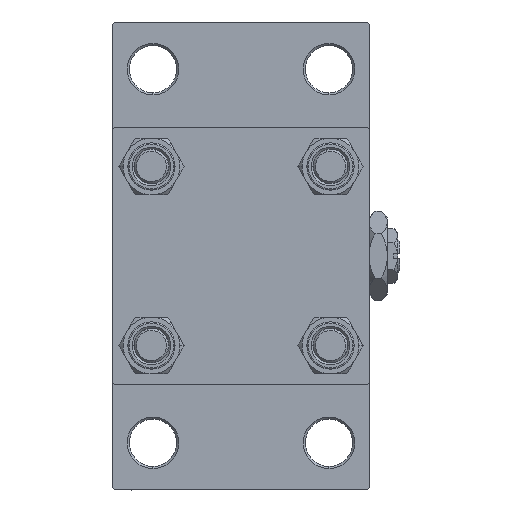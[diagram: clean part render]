
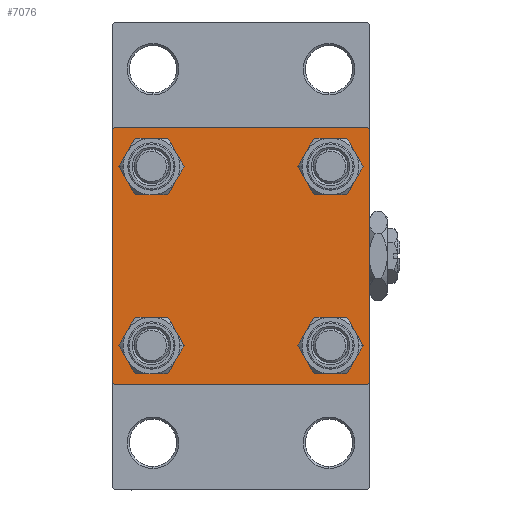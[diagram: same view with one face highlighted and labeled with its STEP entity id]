
A CAD part, left-side view. The second image highlights one B-rep face of the part: STEP entity #7076.
In plain terms, the highlighted planar face has unit normal (-1, 0, 0).
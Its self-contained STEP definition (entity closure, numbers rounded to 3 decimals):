
#102 = VECTOR ( 'NONE', #41989, 1000. ) ;
#133 = ORIENTED_EDGE ( 'NONE', *, *, #44501, .T. ) ;
#443 = AXIS2_PLACEMENT_3D ( 'NONE', #25705, #10511, #10257 ) ;
#1749 = DIRECTION ( 'NONE',  ( 1., 0., 0. ) ) ;
#1896 = DIRECTION ( 'NONE',  ( 1., 0., 0. ) ) ;
#2206 = VERTEX_POINT ( 'NONE', #39740 ) ;
#3058 = LINE ( 'NONE', #13512, #40622 ) ;
#3165 = CARTESIAN_POINT ( 'NONE',  ( 0., -20.85, -25.35 ) ) ;
#3999 = EDGE_LOOP ( 'NONE', ( #37392, #25333 ) ) ;
#4398 = CIRCLE ( 'NONE', #9979, 4.5 ) ;
#4602 = CIRCLE ( 'NONE', #34039, 4.5 ) ;
#5213 = DIRECTION ( 'NONE',  ( 1., 0., 0. ) ) ;
#5660 = EDGE_CURVE ( 'NONE', #20450, #15611, #31928, .T. ) ;
#5677 = CARTESIAN_POINT ( 'NONE',  ( 0., 0., 0. ) ) ;
#6049 = DIRECTION ( 'NONE',  ( 0., 0., -1. ) ) ;
#6072 = AXIS2_PLACEMENT_3D ( 'NONE', #10516, #10754, #25946 ) ;
#6796 = DIRECTION ( 'NONE',  ( 1., 0., 0. ) ) ;
#7076 = ADVANCED_FACE ( 'NONE', ( #32301, #17853, #9400, #10135, #48028 ), #24605, .T. ) ;
#7137 = EDGE_CURVE ( 'NONE', #25722, #14406, #37537, .T. ) ;
#7483 = ORIENTED_EDGE ( 'NONE', *, *, #7137, .T. ) ;
#8142 = DIRECTION ( 'NONE',  ( 0., -1., 0. ) ) ;
#8542 = EDGE_CURVE ( 'NONE', #14406, #20450, #28761, .T. ) ;
#8602 = LINE ( 'NONE', #34741, #102 ) ;
#8930 = EDGE_CURVE ( 'NONE', #23861, #34081, #21940, .T. ) ;
#9064 = CARTESIAN_POINT ( 'NONE',  ( 0., 20.85, 16.35 ) ) ;
#9400 = FACE_BOUND ( 'NONE', #3999, .T. ) ;
#9409 = AXIS2_PLACEMENT_3D ( 'NONE', #41348, #21441, #40358 ) ;
#9979 = AXIS2_PLACEMENT_3D ( 'NONE', #35863, #1749, #49320 ) ;
#10135 = FACE_BOUND ( 'NONE', #37575, .T. ) ;
#10257 = DIRECTION ( 'NONE',  ( 0., 0., 1. ) ) ;
#10328 = EDGE_CURVE ( 'NONE', #15611, #44954, #43301, .T. ) ;
#10369 = AXIS2_PLACEMENT_3D ( 'NONE', #17583, #1896, #24821 ) ;
#10511 = DIRECTION ( 'NONE',  ( 1., 0., 0. ) ) ;
#10516 = CARTESIAN_POINT ( 'NONE',  ( 0., -20.85, 20.85 ) ) ;
#10754 = DIRECTION ( 'NONE',  ( 1., 0., 0. ) ) ;
#10841 = VECTOR ( 'NONE', #8142, 1000. ) ;
#10891 = EDGE_CURVE ( 'NONE', #36518, #47811, #19346, .T. ) ;
#11114 = CARTESIAN_POINT ( 'NONE',  ( 0., -20.85, 25.35 ) ) ;
#11944 = CARTESIAN_POINT ( 'NONE',  ( 0., -20.85, -20.85 ) ) ;
#12352 = LINE ( 'NONE', #42017, #10841 ) ;
#13512 = CARTESIAN_POINT ( 'NONE',  ( 0., -30., 30. ) ) ;
#13623 = DIRECTION ( 'NONE',  ( 0., 0., 1. ) ) ;
#13911 = ORIENTED_EDGE ( 'NONE', *, *, #21187, .F. ) ;
#14406 = VERTEX_POINT ( 'NONE', #44452 ) ;
#14881 = VERTEX_POINT ( 'NONE', #25931 ) ;
#15333 = ORIENTED_EDGE ( 'NONE', *, *, #10891, .T. ) ;
#15611 = VERTEX_POINT ( 'NONE', #41630 ) ;
#15896 = VECTOR ( 'NONE', #34023, 1000. ) ;
#15903 = EDGE_CURVE ( 'NONE', #22055, #2206, #4398, .T. ) ;
#16500 = VERTEX_POINT ( 'NONE', #32943 ) ;
#16850 = ORIENTED_EDGE ( 'NONE', *, *, #5660, .T. ) ;
#17583 = CARTESIAN_POINT ( 'NONE',  ( 0., 20.85, -20.85 ) ) ;
#17853 = FACE_BOUND ( 'NONE', #29694, .T. ) ;
#18358 = CARTESIAN_POINT ( 'NONE',  ( 0., 29.75, 29.75 ) ) ;
#19346 = CIRCLE ( 'NONE', #27307, 4.5 ) ;
#19745 = CARTESIAN_POINT ( 'NONE',  ( 0., 29.75, -29.75 ) ) ;
#19910 = CIRCLE ( 'NONE', #10369, 4.5 ) ;
#20450 = VERTEX_POINT ( 'NONE', #42145 ) ;
#20875 = DIRECTION ( 'NONE',  ( -1., 0., 0. ) ) ;
#20960 = VECTOR ( 'NONE', #24123, 1000. ) ;
#21187 = EDGE_CURVE ( 'NONE', #25722, #14881, #12352, .T. ) ;
#21441 = DIRECTION ( 'NONE',  ( 1., 0., 0. ) ) ;
#21940 = CIRCLE ( 'NONE', #443, 4.5 ) ;
#22001 = CARTESIAN_POINT ( 'NONE',  ( 0., -30., -29.5 ) ) ;
#22055 = VERTEX_POINT ( 'NONE', #3165 ) ;
#22320 = CARTESIAN_POINT ( 'NONE',  ( 0., -29.75, -29.75 ) ) ;
#23331 = DIRECTION ( 'NONE',  ( 1., 0., 0. ) ) ;
#23748 = CIRCLE ( 'NONE', #9409, 4.5 ) ;
#23853 = ORIENTED_EDGE ( 'NONE', *, *, #48325, .T. ) ;
#23861 = VERTEX_POINT ( 'NONE', #34097 ) ;
#24123 = DIRECTION ( 'NONE',  ( 0., -1., 0. ) ) ;
#24605 = PLANE ( 'NONE',  #39770 ) ;
#24821 = DIRECTION ( 'NONE',  ( 0., 0., 1. ) ) ;
#25333 = ORIENTED_EDGE ( 'NONE', *, *, #48891, .T. ) ;
#25705 = CARTESIAN_POINT ( 'NONE',  ( 0., 20.85, -20.85 ) ) ;
#25722 = VERTEX_POINT ( 'NONE', #31634 ) ;
#25931 = CARTESIAN_POINT ( 'NONE',  ( 0., -29.5, 30. ) ) ;
#25946 = DIRECTION ( 'NONE',  ( 0., 0., 1. ) ) ;
#26860 = ORIENTED_EDGE ( 'NONE', *, *, #35375, .T. ) ;
#27307 = AXIS2_PLACEMENT_3D ( 'NONE', #28966, #6796, #44918 ) ;
#27336 = CARTESIAN_POINT ( 'NONE',  ( 0., 30., 30. ) ) ;
#27955 = DIRECTION ( 'NONE',  ( 0., -0.707, -0.707 ) ) ;
#28761 = LINE ( 'NONE', #27336, #43061 ) ;
#28966 = CARTESIAN_POINT ( 'NONE',  ( 0., -20.85, 20.85 ) ) ;
#29023 = LINE ( 'NONE', #22320, #46949 ) ;
#29483 = CARTESIAN_POINT ( 'NONE',  ( 0., -29.5, -30. ) ) ;
#29694 = EDGE_LOOP ( 'NONE', ( #41321, #31082 ) ) ;
#30851 = CARTESIAN_POINT ( 'NONE',  ( 0., -20.85, 16.35 ) ) ;
#31082 = ORIENTED_EDGE ( 'NONE', *, *, #15903, .T. ) ;
#31634 = CARTESIAN_POINT ( 'NONE',  ( 0., 29.5, 30. ) ) ;
#31928 = LINE ( 'NONE', #19745, #38897 ) ;
#32301 = FACE_BOUND ( 'NONE', #46309, .T. ) ;
#32323 = CARTESIAN_POINT ( 'NONE',  ( 0., 30., -30. ) ) ;
#32525 = EDGE_CURVE ( 'NONE', #16500, #44344, #3058, .T. ) ;
#32943 = CARTESIAN_POINT ( 'NONE',  ( 0., -30., 29.5 ) ) ;
#33270 = ORIENTED_EDGE ( 'NONE', *, *, #8542, .T. ) ;
#34023 = DIRECTION ( 'NONE',  ( 0., 0.707, -0.707 ) ) ;
#34038 = DIRECTION ( 'NONE',  ( 0., 0., 1. ) ) ;
#34039 = AXIS2_PLACEMENT_3D ( 'NONE', #34761, #23331, #34038 ) ;
#34081 = VERTEX_POINT ( 'NONE', #41974 ) ;
#34097 = CARTESIAN_POINT ( 'NONE',  ( 0., 20.85, -16.35 ) ) ;
#34741 = CARTESIAN_POINT ( 'NONE',  ( 0., -29.75, 29.75 ) ) ;
#34761 = CARTESIAN_POINT ( 'NONE',  ( 0., 20.85, 20.85 ) ) ;
#35375 = EDGE_CURVE ( 'NONE', #16500, #14881, #8602, .T. ) ;
#35509 = EDGE_CURVE ( 'NONE', #47811, #36518, #40288, .T. ) ;
#35705 = AXIS2_PLACEMENT_3D ( 'NONE', #11944, #5213, #42582 ) ;
#35863 = CARTESIAN_POINT ( 'NONE',  ( 0., -20.85, -20.85 ) ) ;
#35908 = ORIENTED_EDGE ( 'NONE', *, *, #43237, .T. ) ;
#36222 = VERTEX_POINT ( 'NONE', #42521 ) ;
#36518 = VERTEX_POINT ( 'NONE', #11114 ) ;
#36971 = ORIENTED_EDGE ( 'NONE', *, *, #10328, .T. ) ;
#37392 = ORIENTED_EDGE ( 'NONE', *, *, #8930, .T. ) ;
#37537 = LINE ( 'NONE', #18358, #15896 ) ;
#37575 = EDGE_LOOP ( 'NONE', ( #35908, #133 ) ) ;
#37732 = DIRECTION ( 'NONE',  ( 0., -0.707, 0.707 ) ) ;
#38735 = EDGE_LOOP ( 'NONE', ( #33270, #16850, #36971, #23853, #40180, #26860, #13911, #7483 ) ) ;
#38897 = VECTOR ( 'NONE', #27955, 1000. ) ;
#39047 = DIRECTION ( 'NONE',  ( 0., 0., -1. ) ) ;
#39740 = CARTESIAN_POINT ( 'NONE',  ( 0., -20.85, -16.35 ) ) ;
#39770 = AXIS2_PLACEMENT_3D ( 'NONE', #5677, #20875, #13623 ) ;
#40180 = ORIENTED_EDGE ( 'NONE', *, *, #32525, .F. ) ;
#40288 = CIRCLE ( 'NONE', #6072, 4.5 ) ;
#40358 = DIRECTION ( 'NONE',  ( 0., 0., 1. ) ) ;
#40417 = ORIENTED_EDGE ( 'NONE', *, *, #35509, .T. ) ;
#40622 = VECTOR ( 'NONE', #6049, 1000. ) ;
#41321 = ORIENTED_EDGE ( 'NONE', *, *, #45347, .T. ) ;
#41348 = CARTESIAN_POINT ( 'NONE',  ( 0., 20.85, 20.85 ) ) ;
#41630 = CARTESIAN_POINT ( 'NONE',  ( 0., 29.5, -30. ) ) ;
#41974 = CARTESIAN_POINT ( 'NONE',  ( 0., 20.85, -25.35 ) ) ;
#41989 = DIRECTION ( 'NONE',  ( 0., 0.707, 0.707 ) ) ;
#42017 = CARTESIAN_POINT ( 'NONE',  ( 0., 30., 30. ) ) ;
#42145 = CARTESIAN_POINT ( 'NONE',  ( 0., 30., -29.5 ) ) ;
#42521 = CARTESIAN_POINT ( 'NONE',  ( 0., 20.85, 25.35 ) ) ;
#42582 = DIRECTION ( 'NONE',  ( 0., 0., 1. ) ) ;
#43061 = VECTOR ( 'NONE', #39047, 1000. ) ;
#43237 = EDGE_CURVE ( 'NONE', #36222, #44772, #4602, .T. ) ;
#43301 = LINE ( 'NONE', #32323, #20960 ) ;
#44344 = VERTEX_POINT ( 'NONE', #22001 ) ;
#44452 = CARTESIAN_POINT ( 'NONE',  ( 0., 30., 29.5 ) ) ;
#44501 = EDGE_CURVE ( 'NONE', #44772, #36222, #23748, .T. ) ;
#44772 = VERTEX_POINT ( 'NONE', #9064 ) ;
#44918 = DIRECTION ( 'NONE',  ( 0., 0., 1. ) ) ;
#44954 = VERTEX_POINT ( 'NONE', #29483 ) ;
#45347 = EDGE_CURVE ( 'NONE', #2206, #22055, #46048, .T. ) ;
#46048 = CIRCLE ( 'NONE', #35705, 4.5 ) ;
#46309 = EDGE_LOOP ( 'NONE', ( #15333, #40417 ) ) ;
#46949 = VECTOR ( 'NONE', #37732, 1000. ) ;
#47811 = VERTEX_POINT ( 'NONE', #30851 ) ;
#48028 = FACE_OUTER_BOUND ( 'NONE', #38735, .T. ) ;
#48325 = EDGE_CURVE ( 'NONE', #44954, #44344, #29023, .T. ) ;
#48891 = EDGE_CURVE ( 'NONE', #34081, #23861, #19910, .T. ) ;
#49320 = DIRECTION ( 'NONE',  ( 0., 0., 1. ) ) ;
